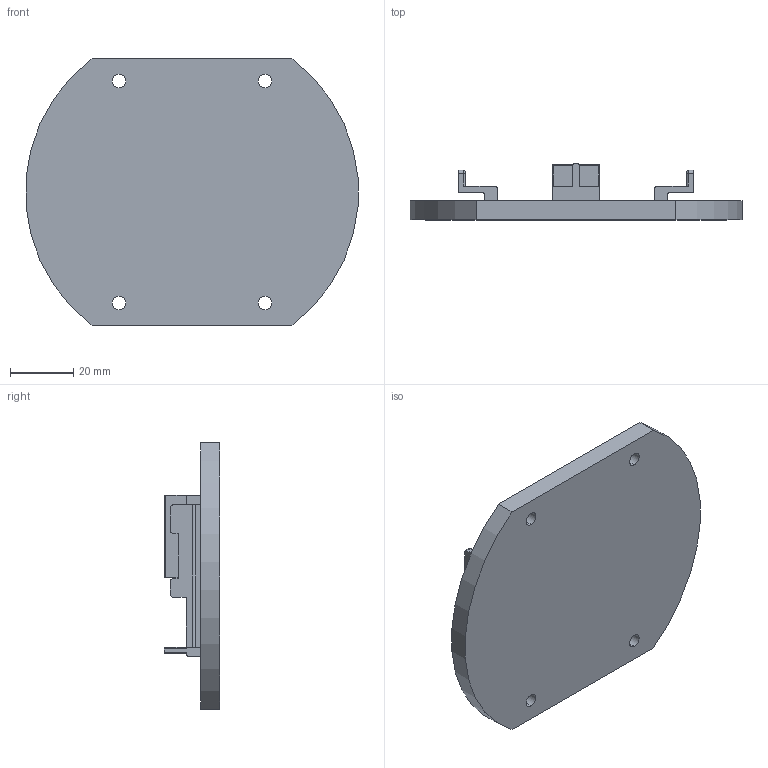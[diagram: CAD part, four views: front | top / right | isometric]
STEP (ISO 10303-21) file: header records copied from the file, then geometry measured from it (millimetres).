
FILE_DESCRIPTION (( 'STEP AP203' ), '1' );
FILE_NAME ('菁啣_2蜊.STEP', '2022-04-02T03:37:46', ( '' ), ( '' ), 'SwSTEP 2.0', 'SolidWorks 2020', '' );
FILE_SCHEMA (( 'CONFIG_CONTROL_DESIGN' ));
Length unit declared in the file: millimetre
Products named in the file (1): 菁啣_2蜊
Bounding box: 104.63 x 17.6 x 84 mm (x, y, z)
Volume: 37362.3 mm3; surface area: 23436 mm2
Topology: 1 solids, 1 shells, 106 faces, 276 edges, 176 vertices
Faces by surface type: plane 51, cylinder 47, torus 8
Entity records: 3337 total; most frequent: CARTESIAN_POINT 599, DIRECTION 564, ORIENTED_EDGE 552, EDGE_CURVE 276, AXIS2_PLACEMENT_3D 191, LINE 182, VECTOR 182, VERTEX_POINT 176
